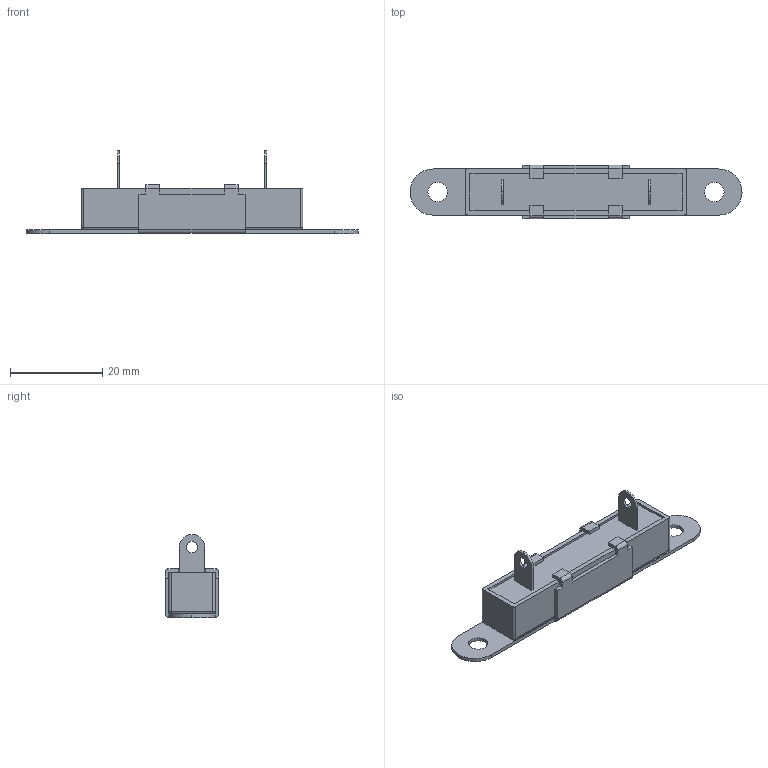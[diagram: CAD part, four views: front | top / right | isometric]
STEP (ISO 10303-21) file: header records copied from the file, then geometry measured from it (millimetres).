
FILE_DESCRIPTION (( 'STEP AP203' ), '1' );
FILE_NAME ('WPRT10SR.STEP', '2015-10-19T11:18:29', ( '' ), ( '' ), 'SwSTEP 2.0', 'SolidWorks 2015', '' );
FILE_SCHEMA (( 'CONFIG_CONTROL_DESIGN' ));
Length unit declared in the file: millimetre
Products named in the file (1): WPRT10SR
Bounding box: 72 x 11.6 x 18 mm (x, y, z)
Volume: 5049.4 mm3; surface area: 3045.5 mm2
Topology: 1 solids, 1 shells, 99 faces, 266 edges, 164 vertices
Faces by surface type: plane 65, cylinder 30, sphere 4
Entity records: 3121 total; most frequent: CARTESIAN_POINT 526, ORIENTED_EDGE 524, DIRECTION 522, EDGE_CURVE 262, VECTOR 202, LINE 202, VERTEX_POINT 164, AXIS2_PLACEMENT_3D 160
